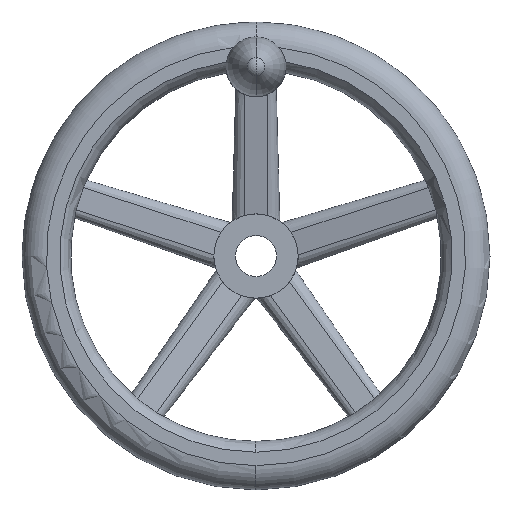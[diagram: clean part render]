
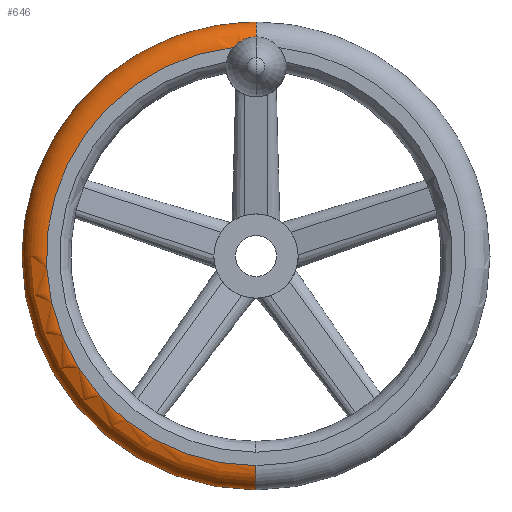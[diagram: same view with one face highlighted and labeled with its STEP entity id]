
A CAD part, top view. The second image highlights one B-rep face of the part: STEP entity #646.
In plain terms, the highlighted toroidal (fillet/blend) face has major radius 112 mm and minor radius 13 mm.
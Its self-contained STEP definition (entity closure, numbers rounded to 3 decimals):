
#450=VERTEX_POINT('',#1064);
#454=VERTEX_POINT('',#1069);
#568=EDGE_CURVE('',#810,#854,#1200,.T.);
#586=EDGE_CURVE('',#450,#818,#1222,.T.);
#606=EDGE_CURVE('',#454,#818,#1245,.T.);
#646=ADVANCED_FACE('',(#1286),#1287,.T.);
#792=EDGE_CURVE('',#454,#810,#1445,.T.);
#810=VERTEX_POINT('',#1464);
#818=VERTEX_POINT('',#1473);
#826=EDGE_CURVE('',#450,#854,#1481,.T.);
#854=VERTEX_POINT('',#1510);
#1064=CARTESIAN_POINT('',(0.,125.0,37.0));
#1069=CARTESIAN_POINT('',(0.,-112.0,50.0));
#1200=CIRCLE('',#2301,112.0);
#1222=CIRCLE('',#2376,125.0);
#1245=CIRCLE('',#2429,13.0);
#1286=FACE_OUTER_BOUND('',#2615,.T.);
#1287=TOROIDAL_SURFACE('',#2616,112.0,13.0);
#1445=CIRCLE('',#3076,112.0);
#1464=CARTESIAN_POINT('',(-12.217,111.332,50.));
#1473=CARTESIAN_POINT('',(0.,-125.0,37.0));
#1481=CIRCLE('',#3119,13.0);
#1510=CARTESIAN_POINT('',(0.,112.0,50.0));
#2301=AXIS2_PLACEMENT_3D('',#3686,#3687,#3688);
#2376=AXIS2_PLACEMENT_3D('',#3723,#3724,#3725);
#2429=AXIS2_PLACEMENT_3D('',#3755,#3756,#3757);
#2615=EDGE_LOOP('',(#3779,#3780,#3781,#3782,#3783));
#2616=AXIS2_PLACEMENT_3D('',#3784,#3785,#3786);
#3076=AXIS2_PLACEMENT_3D('',#3971,#3972,#3973);
#3119=AXIS2_PLACEMENT_3D('',#4004,#4005,#4006);
#3686=CARTESIAN_POINT('',(0.,0.,50.0));
#3687=DIRECTION('',(0.,0.,-1.0));
#3688=DIRECTION('',(0.,1.0,0.));
#3723=CARTESIAN_POINT('',(0.,0.,37.0));
#3724=DIRECTION('',(0.,0.,1.0));
#3725=DIRECTION('',(1.0,0.0,0.));
#3755=CARTESIAN_POINT('',(0.,-112.0,37.0));
#3756=DIRECTION('',(1.0,0.,0.));
#3757=DIRECTION('',(0.,-1.0,0.));
#3779=ORIENTED_EDGE('',*,*,#586,.T.);
#3780=ORIENTED_EDGE('',*,*,#606,.F.);
#3781=ORIENTED_EDGE('',*,*,#792,.T.);
#3782=ORIENTED_EDGE('',*,*,#568,.T.);
#3783=ORIENTED_EDGE('',*,*,#826,.F.);
#3784=CARTESIAN_POINT('',(0.,0.,37.0));
#3785=DIRECTION('',(0.,0.,1.0));
#3786=DIRECTION('',(0.,1.0,0.0));
#3971=CARTESIAN_POINT('',(0.,0.,50.0));
#3972=DIRECTION('',(0.,0.,-1.0));
#3973=DIRECTION('',(0.,1.0,0.));
#4004=CARTESIAN_POINT('',(0.,112.0,37.0));
#4005=DIRECTION('',(1.0,0.,0.));
#4006=DIRECTION('',(0.,1.0,0.));
